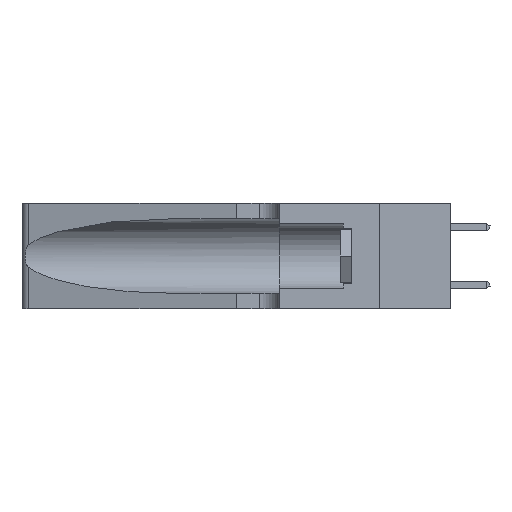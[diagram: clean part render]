
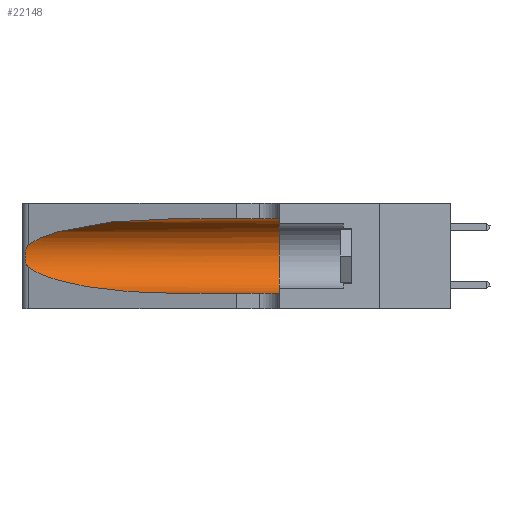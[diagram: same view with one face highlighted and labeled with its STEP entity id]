
A CAD part, left-side view. The second image highlights one B-rep face of the part: STEP entity #22148.
In plain terms, the highlighted cylindrical face has radius 3.308 mm (diameter 6.617 mm), a partial arc.
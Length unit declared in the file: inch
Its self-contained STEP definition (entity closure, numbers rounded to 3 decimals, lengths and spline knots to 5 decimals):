
#91 = CARTESIAN_POINT ( 'NONE',  ( 0.26017, 1.23833, 0.17102 ) ) ;
#1030 = ORIENTED_EDGE ( 'NONE', *, *, #32334, .T. ) ;
#1857 = ORIENTED_EDGE ( 'NONE', *, *, #10798, .F. ) ;
#2274 = EDGE_LOOP ( 'NONE', ( #22293, #17516, #1030, #25011, #1857, #9920 ) ) ;
#2343 = EDGE_CURVE ( 'NONE', #12317, #32212, #18976, .T. ) ;
#2665 = CARTESIAN_POINT ( 'NONE',  ( 0.25789, 1.23486, 0.15765 ) ) ;
#2812 = CARTESIAN_POINT ( 'NONE',  ( 0.2373, 1.15595, 0.08982 ) ) ;
#2963 = CARTESIAN_POINT ( 'NONE',  ( 0.1305, 1.61858, 0.31525 ) ) ;
#4320 = LINE ( 'NONE', #4905, #30211 ) ;
#4905 = CARTESIAN_POINT ( 'NONE',  ( 0.1305, 1.61858, 0.05475 ) ) ;
#5248 = CARTESIAN_POINT ( 'NONE',  ( 0.25555, 1.22993, 0.14849 ) ) ;
#5553 = DIRECTION ( 'NONE',  ( 0., -1., 0. ) ) ;
#5832 = CARTESIAN_POINT ( 'NONE',  ( 0.1305, 0.72297, 0.31525 ) ) ;
#6034 = CARTESIAN_POINT ( 'NONE',  ( 0.1305, 0.35, 0.185 ) ) ;
#6441 = DIRECTION ( 'NONE',  ( 0., -1., 0. ) ) ;
#7050 = VERTEX_POINT ( 'NONE', #9649 ) ;
#7414 = DIRECTION ( 'NONE',  ( 0., -1., 0. ) ) ;
#7636 = CARTESIAN_POINT ( 'NONE',  ( 0.25639, 1.23184, 0.21858 ) ) ;
#8546 = DIRECTION ( 'NONE',  ( 0., 0., 1. ) ) ;
#9352 = CARTESIAN_POINT ( 'NONE',  ( 0.18966, 0.96281, 0.31525 ) ) ;
#9649 = CARTESIAN_POINT ( 'NONE',  ( 0.1305, 0.35, 0.05475 ) ) ;
#9920 = ORIENTED_EDGE ( 'NONE', *, *, #14545, .F. ) ;
#10167 = VERTEX_POINT ( 'NONE', #21184 ) ;
#10192 = CARTESIAN_POINT ( 'NONE',  ( 0.25787, 1.23484, 0.2124 ) ) ;
#10443 = CARTESIAN_POINT ( 'NONE',  ( 0.18966, 0.96281, 0.05475 ) ) ;
#10798 = EDGE_CURVE ( 'NONE', #10167, #7050, #27156, .T. ) ;
#12317 = VERTEX_POINT ( 'NONE', #31569 ) ;
#12755 = CARTESIAN_POINT ( 'NONE',  ( 0.26018, 1.23835, 0.19895 ) ) ;
#14206 = FACE_OUTER_BOUND ( 'NONE', #2274, .T. ) ;
#14464 = CARTESIAN_POINT ( 'NONE',  ( 0.25487, 1.22718, 0.22369 ) ) ;
#14545 = EDGE_CURVE ( 'NONE', #15332, #10167, #25779, .T. ) ;
#15312 = CARTESIAN_POINT ( 'NONE',  ( 0.26075, 1.23896, 0.178 ) ) ;
#15332 = VERTEX_POINT ( 'NONE', #5832 ) ;
#15486 = EDGE_CURVE ( 'NONE', #15332, #12317, #16580, .T. ) ;
#16580 =( BOUNDED_CURVE ( )  B_SPLINE_CURVE ( 3, ( #24306, #9352, #29411, #14464 ),
 .UNSPECIFIED., .F., .F. ) 
 B_SPLINE_CURVE_WITH_KNOTS ( ( 4, 4 ),
 ( 1.5708, 2.84003 ),
 .UNSPECIFIED. ) 
 CURVE ( )  GEOMETRIC_REPRESENTATION_ITEM ( )  RATIONAL_B_SPLINE_CURVE ( ( 1., 0.87, 0.87, 1. ) ) 
 REPRESENTATION_ITEM ( '' )  );
#16653 = CARTESIAN_POINT ( 'NONE',  ( 0.1305, 1.61858, 0.185 ) ) ;
#16945 = AXIS2_PLACEMENT_3D ( 'NONE', #16653, #6441, #19149 ) ;
#17516 = ORIENTED_EDGE ( 'NONE', *, *, #2343, .T. ) ;
#17831 = CARTESIAN_POINT ( 'NONE',  ( 0.25856, 1.23593, 0.16098 ) ) ;
#18976 = B_SPLINE_CURVE_WITH_KNOTS ( 'NONE', 3,
 ( #25229, #22744, #7636, #10192, #27729, #12755, #30230, #15312, #91, #17831, #2665, #20349, #5248, #22853 ),
 .UNSPECIFIED., .F., .F.,
 ( 4, 2, 2, 2, 2, 2, 4 ),
 ( 0., 0.00027, 0.00053, 0.00107, 0.0016, 0.00187, 0.00214 ),
 .UNSPECIFIED. ) ;
#19149 = DIRECTION ( 'NONE',  ( 0., 0., -1. ) ) ;
#20349 = CARTESIAN_POINT ( 'NONE',  ( 0.25639, 1.23186, 0.15144 ) ) ;
#20493 = CARTESIAN_POINT ( 'NONE',  ( 0.25487, 1.22718, 0.14631 ) ) ;
#21184 = CARTESIAN_POINT ( 'NONE',  ( 0.1305, 0.35, 0.31525 ) ) ;
#21724 = CARTESIAN_POINT ( 'NONE',  ( 0.1305, 0.72297, 0.05475 ) ) ;
#22148 = ADVANCED_FACE ( 'NONE', ( #14206 ), #26719, .F. ) ;
#22293 = ORIENTED_EDGE ( 'NONE', *, *, #15486, .T. ) ;
#22744 = CARTESIAN_POINT ( 'NONE',  ( 0.25555, 1.22994, 0.2215 ) ) ;
#22853 = CARTESIAN_POINT ( 'NONE',  ( 0.25487, 1.22718, 0.14631 ) ) ;
#23633 = DIRECTION ( 'NONE',  ( 0., 1., 0. ) ) ;
#24306 = CARTESIAN_POINT ( 'NONE',  ( 0.1305, 0.72297, 0.31525 ) ) ;
#25011 = ORIENTED_EDGE ( 'NONE', *, *, #28916, .T. ) ;
#25229 = CARTESIAN_POINT ( 'NONE',  ( 0.25487, 1.22718, 0.22369 ) ) ;
#25779 = LINE ( 'NONE', #2963, #31604 ) ;
#26719 = CYLINDRICAL_SURFACE ( 'NONE', #16945, 0.13025 ) ;
#27156 = CIRCLE ( 'NONE', #31224, 0.13025 ) ;
#27729 = CARTESIAN_POINT ( 'NONE',  ( 0.25854, 1.2359, 0.20912 ) ) ;
#27982 = CARTESIAN_POINT ( 'NONE',  ( 0.1305, 0.72297, 0.05475 ) ) ;
#28916 = EDGE_CURVE ( 'NONE', #31956, #7050, #4320, .T. ) ;
#29411 = CARTESIAN_POINT ( 'NONE',  ( 0.2373, 1.15595, 0.28018 ) ) ;
#30211 = VECTOR ( 'NONE', #7414, 39.37008 ) ;
#30230 = CARTESIAN_POINT ( 'NONE',  ( 0.26075, 1.23896, 0.19203 ) ) ;
#31224 = AXIS2_PLACEMENT_3D ( 'NONE', #6034, #23633, #8546 ) ;
#31507 =( BOUNDED_CURVE ( )  B_SPLINE_CURVE ( 3, ( #20493, #2812, #10443, #27982 ),
 .UNSPECIFIED., .F., .T. ) 
 B_SPLINE_CURVE_WITH_KNOTS ( ( 4, 4 ),
 ( 3.44316, 4.71239 ),
 .UNSPECIFIED. ) 
 CURVE ( )  GEOMETRIC_REPRESENTATION_ITEM ( )  RATIONAL_B_SPLINE_CURVE ( ( 1., 0.87, 0.87, 1. ) ) 
 REPRESENTATION_ITEM ( '' )  );
#31569 = CARTESIAN_POINT ( 'NONE',  ( 0.25487, 1.22718, 0.22369 ) ) ;
#31604 = VECTOR ( 'NONE', #5553, 39.37008 ) ;
#31956 = VERTEX_POINT ( 'NONE', #21724 ) ;
#32212 = VERTEX_POINT ( 'NONE', #32435 ) ;
#32334 = EDGE_CURVE ( 'NONE', #32212, #31956, #31507, .T. ) ;
#32435 = CARTESIAN_POINT ( 'NONE',  ( 0.25487, 1.22718, 0.14631 ) ) ;
